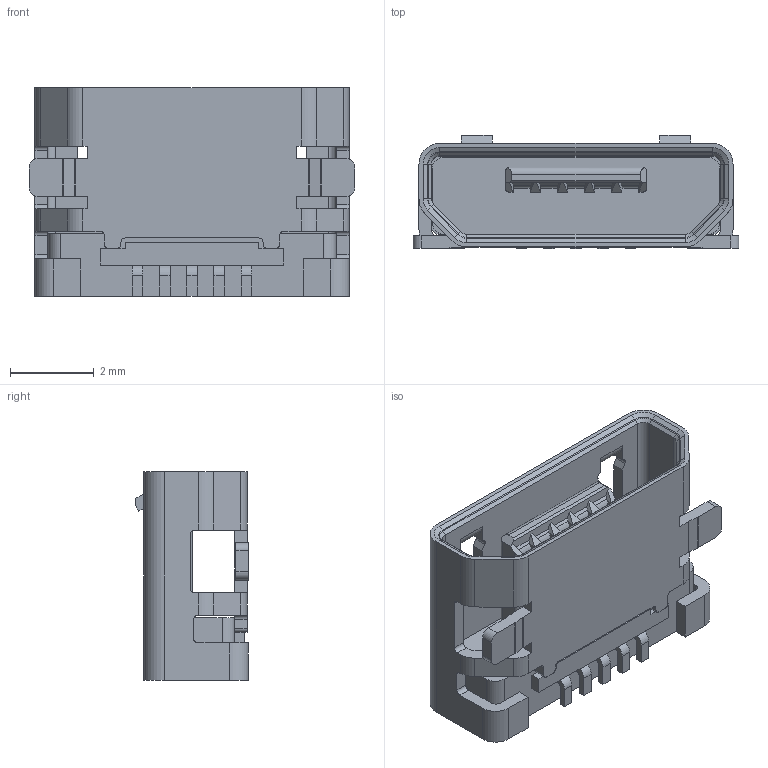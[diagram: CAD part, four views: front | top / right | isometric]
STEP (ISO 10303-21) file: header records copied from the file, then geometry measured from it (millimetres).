
FILE_DESCRIPTION(('STEP AP203'),'1');
FILE_NAME('2174507-2.stp','2016-05-06T21:57:44',('TraceParts'),('TraceParts S.A.'),'Spatial InterOp 3D',' ',' ');
FILE_SCHEMA(('CONFIG_CONTROL_DESIGN'));
Length unit declared in the file: millimetre
Products named in the file (1): 1
Bounding box: 7.8 x 2.7 x 5 mm (x, y, z)
Volume: 46.2 mm3; surface area: 240 mm2
Topology: 1 solids, 1 shells, 309 faces, 881 edges, 568 vertices
Faces by surface type: plane 197, cylinder 94, cone 12, torus 6
Entity records: 10075 total; most frequent: CARTESIAN_POINT 1829, ORIENTED_EDGE 1762, DIRECTION 1685, EDGE_CURVE 881, LINE 661, VECTOR 661, VERTEX_POINT 568, AXIS2_PLACEMENT_3D 512
